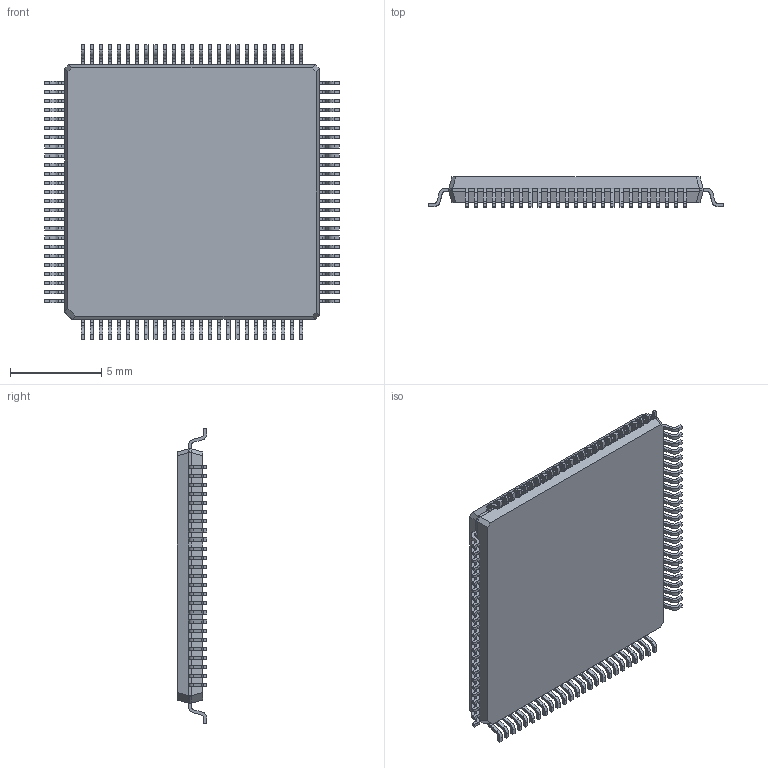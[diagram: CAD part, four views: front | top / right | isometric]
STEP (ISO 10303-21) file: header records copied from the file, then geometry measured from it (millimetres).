
FILE_DESCRIPTION (( 'STEP AP214' ), '1' );
FILE_NAME ('User Library-LQFP100-3.STEP', '2017-02-27T00:37:05', ( 'Windows User' ), ( '' ), 'SwSTEP 2.0', 'SolidWorks 2017', '' );
FILE_SCHEMA (( 'AUTOMOTIVE_DESIGN' ));
Length unit declared in the file: millimetre
Products named in the file (4): User Library-LQFP100-3_circle; User Library-LQFP100-3_pin; User Library-LQFP100-3_case; User Library-LQFP100-3
Assembly tree (102 placements, depth 2):
  User Library-LQFP100-3
    User Library-LQFP100-3_case
    User Library-LQFP100-3_pin  x100
    User Library-LQFP100-3_circle
Bounding box: 16.14 x 1.63 x 16.14 mm (x, y, z)
Volume: 271.7 mm3; surface area: 572.1 mm2
Topology: 102 solids, 102 shells, 1435 faces, 3690 edges, 2460 vertices
Faces by surface type: plane 1025, cylinder 410
Entity records: 2961 total; most frequent: DIRECTION 438, CARTESIAN_POINT 400, ORIENTED_EDGE 252, AXIS2_PLACEMENT_3D 170, EDGE_CURVE 126, PRODUCT_DEFINITION_SHAPE 106, ITEM_DEFINED_TRANSFORMATION 102, CONTEXT_DEPENDENT_SHAPE_REPRESENTATION 102
